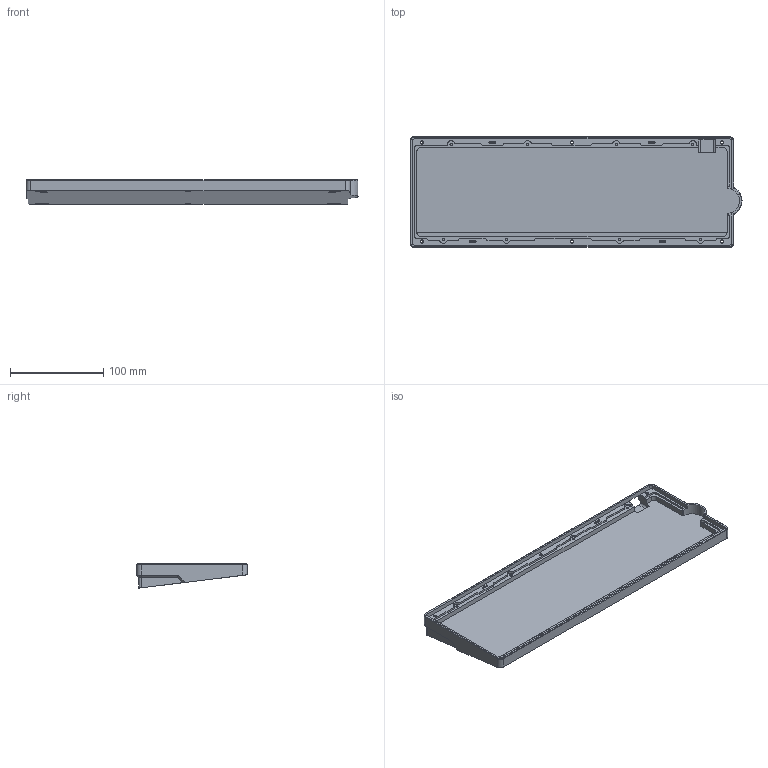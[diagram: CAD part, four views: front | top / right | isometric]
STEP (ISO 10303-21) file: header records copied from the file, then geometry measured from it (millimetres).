
FILE_DESCRIPTION(/* description */ (''),/* implementation_level */ '2;1');
FILE_NAME(/* name */ 'CL70_BottomCase_V2_NonWeight.step',/* time_stamp */ '2025-09-05T13:56:35+09:00',/* author */ (''),/* organization */ (''),/* preprocessor_version */ 'ST-DEVELOPER v20.1',/* originating_system */ 'Autodesk Translation Framework v14.10.0.0',/* authorisation */ '');
FILE_SCHEMA (('AUTOMOTIVE_DESIGN { 1 0 10303 214 3 1 1 }'));
Length unit declared in the file: millimetre
Products named in the file (1): 2025-08-14-17-50-05-667
Bounding box: 356.67 x 118.85 x 25.97 mm (x, y, z)
Volume: 332910.3 mm3; surface area: 112166.4 mm2
Topology: 1 solids, 1 shells, 295 faces, 746 edges, 474 vertices
Faces by surface type: plane 134, cylinder 122, cone 39
Full cylindrical faces by diameter (mm): 2.5 x8, 2.8 x6, 5.4 x6, 8.2 x4
Entity records: 8961 total; most frequent: DIRECTION 1623, CARTESIAN_POINT 1516, ORIENTED_EDGE 1492, EDGE_CURVE 746, AXIS2_PLACEMENT_3D 581, VERTEX_POINT 474, LINE 461, VECTOR 461
